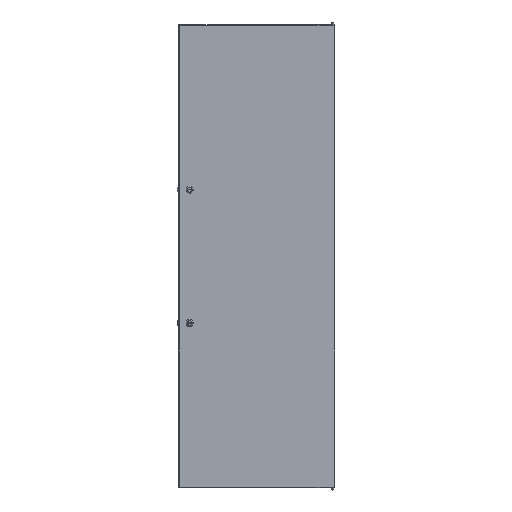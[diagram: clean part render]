
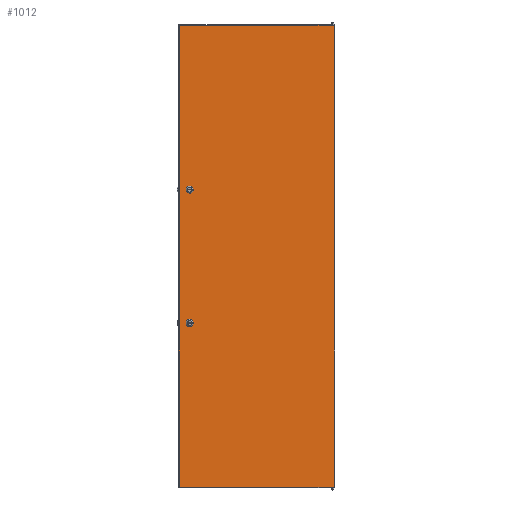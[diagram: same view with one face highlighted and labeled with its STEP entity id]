
A CAD part, top view. The second image highlights one B-rep face of the part: STEP entity #1012.
In plain terms, the highlighted planar face has unit normal (0, 0, 1).
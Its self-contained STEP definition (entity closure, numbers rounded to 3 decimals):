
#232 = CARTESIAN_POINT ( 'NONE',  ( 248.593, 748.944, 9.598 ) ) ;
#293 = FACE_BOUND ( 'NONE', #6378, .T. ) ;
#302 = ORIENTED_EDGE ( 'NONE', *, *, #932, .F. ) ;
#376 = CARTESIAN_POINT ( 'NONE',  ( -228.407, -222.68, 9.598 ) ) ;
#462 = LINE ( 'NONE', #376, #8116 ) ;
#533 = CARTESIAN_POINT ( 'NONE',  ( 249.38, 748.944, 9.598 ) ) ;
#534 = FACE_OUTER_BOUND ( 'NONE', #6338, .T. ) ;
#654 = AXIS2_PLACEMENT_3D ( 'NONE', #12313, #920, #14908 ) ;
#777 = CARTESIAN_POINT ( 'NONE',  ( -220.407, 215.444, 9.598 ) ) ;
#877 = CARTESIAN_POINT ( 'NONE',  ( -212.407, 220.567, 9.598 ) ) ;
#920 = DIRECTION ( 'NONE',  ( 0., 0., 1. ) ) ;
#932 = EDGE_CURVE ( 'NONE', #3978, #6853, #1190, .T. ) ;
#1012 = ADVANCED_FACE ( 'NONE', ( #293, #534, #5275 ), #10425, .T. ) ;
#1143 = CIRCLE ( 'NONE', #15221, 9.5 ) ;
#1157 = ORIENTED_EDGE ( 'NONE', *, *, #7213, .T. ) ;
#1190 = CIRCLE ( 'NONE', #654, 9.5 ) ;
#1197 = LINE ( 'NONE', #4775, #12406 ) ;
#1928 = ORIENTED_EDGE ( 'NONE', *, *, #4875, .T. ) ;
#2067 = CARTESIAN_POINT ( 'NONE',  ( 248.593, -751.056, 9.598 ) ) ;
#2124 = AXIS2_PLACEMENT_3D ( 'NONE', #4394, #10798, #9459 ) ;
#2733 = EDGE_CURVE ( 'NONE', #15431, #5445, #5955, .T. ) ;
#3124 = ORIENTED_EDGE ( 'NONE', *, *, #6518, .F. ) ;
#3301 = EDGE_CURVE ( 'NONE', #5445, #3978, #4951, .T. ) ;
#3600 = EDGE_CURVE ( 'NONE', #12471, #4733, #462, .T. ) ;
#3732 = ORIENTED_EDGE ( 'NONE', *, *, #11613, .T. ) ;
#3735 = EDGE_CURVE ( 'NONE', #7614, #7529, #11010, .T. ) ;
#3774 = VECTOR ( 'NONE', #12841, 1000. ) ;
#3978 = VERTEX_POINT ( 'NONE', #6744 ) ;
#4062 = ORIENTED_EDGE ( 'NONE', *, *, #9467, .T. ) ;
#4255 = VERTEX_POINT ( 'NONE', #15408 ) ;
#4394 = CARTESIAN_POINT ( 'NONE',  ( -220.407, -217.556, 9.598 ) ) ;
#4716 = EDGE_LOOP ( 'NONE', ( #7836, #8172, #12198, #3732 ) ) ;
#4733 = VERTEX_POINT ( 'NONE', #9124 ) ;
#4775 = CARTESIAN_POINT ( 'NONE',  ( -254.195, -751.056, 9.598 ) ) ;
#4875 = EDGE_CURVE ( 'NONE', #4255, #15429, #1197, .T. ) ;
#4951 = LINE ( 'NONE', #5943, #7041 ) ;
#5275 = FACE_BOUND ( 'NONE', #4716, .T. ) ;
#5445 = VERTEX_POINT ( 'NONE', #14077 ) ;
#5699 = EDGE_CURVE ( 'NONE', #7529, #12471, #1143, .T. ) ;
#5943 = CARTESIAN_POINT ( 'NONE',  ( -228.407, 220.567, 9.598 ) ) ;
#5955 = CIRCLE ( 'NONE', #10473, 9.5 ) ;
#5959 = CARTESIAN_POINT ( 'NONE',  ( -212.407, 220.567, 9.598 ) ) ;
#6323 = CARTESIAN_POINT ( 'NONE',  ( -212.407, -212.433, 9.598 ) ) ;
#6338 = EDGE_LOOP ( 'NONE', ( #4062, #1928, #1157, #9466 ) ) ;
#6378 = EDGE_LOOP ( 'NONE', ( #14054, #3124, #302, #12161 ) ) ;
#6503 = CARTESIAN_POINT ( 'NONE',  ( 248.593, -751.844, 9.598 ) ) ;
#6518 = EDGE_CURVE ( 'NONE', #6853, #15431, #8286, .T. ) ;
#6744 = CARTESIAN_POINT ( 'NONE',  ( -228.407, 210.32, 9.598 ) ) ;
#6853 = VERTEX_POINT ( 'NONE', #14612 ) ;
#7041 = VECTOR ( 'NONE', #10953, 1000. ) ;
#7213 = EDGE_CURVE ( 'NONE', #15429, #9516, #15267, .T. ) ;
#7529 = VERTEX_POINT ( 'NONE', #7658 ) ;
#7614 = VERTEX_POINT ( 'NONE', #6323 ) ;
#7658 = CARTESIAN_POINT ( 'NONE',  ( -212.407, -222.68, 9.598 ) ) ;
#7836 = ORIENTED_EDGE ( 'NONE', *, *, #3735, .T. ) ;
#8094 = DIRECTION ( 'NONE',  ( -1., 0., 0. ) ) ;
#8116 = VECTOR ( 'NONE', #13360, 1000. ) ;
#8172 = ORIENTED_EDGE ( 'NONE', *, *, #5699, .T. ) ;
#8179 = DIRECTION ( 'NONE',  ( 0., 0., 1. ) ) ;
#8286 = LINE ( 'NONE', #877, #9869 ) ;
#9124 = CARTESIAN_POINT ( 'NONE',  ( -228.407, -212.433, 9.598 ) ) ;
#9444 = DIRECTION ( 'NONE',  ( 1., 0., 0. ) ) ;
#9459 = DIRECTION ( 'NONE',  ( 1., 0., 0. ) ) ;
#9466 = ORIENTED_EDGE ( 'NONE', *, *, #10765, .T. ) ;
#9467 = EDGE_CURVE ( 'NONE', #15889, #4255, #15296, .T. ) ;
#9501 = LINE ( 'NONE', #533, #11443 ) ;
#9516 = VERTEX_POINT ( 'NONE', #232 ) ;
#9869 = VECTOR ( 'NONE', #13370, 1000. ) ;
#10425 = PLANE ( 'NONE',  #10474 ) ;
#10440 = CARTESIAN_POINT ( 'NONE',  ( -253.407, 749.732, 9.598 ) ) ;
#10473 = AXIS2_PLACEMENT_3D ( 'NONE', #777, #8179, #14598 ) ;
#10474 = AXIS2_PLACEMENT_3D ( 'NONE', #14270, #15687, #15609 ) ;
#10765 = EDGE_CURVE ( 'NONE', #9516, #15889, #9501, .T. ) ;
#10798 = DIRECTION ( 'NONE',  ( 0., 0., -1. ) ) ;
#10953 = DIRECTION ( 'NONE',  ( 0., -1., 0. ) ) ;
#11010 = LINE ( 'NONE', #13523, #13710 ) ;
#11252 = DIRECTION ( 'NONE',  ( 0., -1., 0. ) ) ;
#11443 = VECTOR ( 'NONE', #8094, 1000. ) ;
#11613 = EDGE_CURVE ( 'NONE', #4733, #7614, #15153, .T. ) ;
#12161 = ORIENTED_EDGE ( 'NONE', *, *, #3301, .F. ) ;
#12198 = ORIENTED_EDGE ( 'NONE', *, *, #3600, .T. ) ;
#12313 = CARTESIAN_POINT ( 'NONE',  ( -220.407, 215.444, 9.598 ) ) ;
#12406 = VECTOR ( 'NONE', #9444, 1000. ) ;
#12471 = VERTEX_POINT ( 'NONE', #16010 ) ;
#12630 = DIRECTION ( 'NONE',  ( 0., 0., -1. ) ) ;
#12720 = CARTESIAN_POINT ( 'NONE',  ( -220.407, -217.556, 9.598 ) ) ;
#12841 = DIRECTION ( 'NONE',  ( 0., 1., 0. ) ) ;
#13360 = DIRECTION ( 'NONE',  ( 0., 1., 0. ) ) ;
#13370 = DIRECTION ( 'NONE',  ( 0., 1., 0. ) ) ;
#13523 = CARTESIAN_POINT ( 'NONE',  ( -212.407, -222.68, 9.598 ) ) ;
#13540 = CARTESIAN_POINT ( 'NONE',  ( -253.407, 748.944, 9.598 ) ) ;
#13710 = VECTOR ( 'NONE', #11252, 1000. ) ;
#13728 = VECTOR ( 'NONE', #15213, 1000. ) ;
#14054 = ORIENTED_EDGE ( 'NONE', *, *, #2733, .F. ) ;
#14077 = CARTESIAN_POINT ( 'NONE',  ( -228.407, 220.567, 9.598 ) ) ;
#14270 = CARTESIAN_POINT ( 'NONE',  ( -2.407, -1.056, 9.598 ) ) ;
#14598 = DIRECTION ( 'NONE',  ( 1., 0., 0. ) ) ;
#14612 = CARTESIAN_POINT ( 'NONE',  ( -212.407, 210.32, 9.598 ) ) ;
#14908 = DIRECTION ( 'NONE',  ( 1., 0., 0. ) ) ;
#15060 = DIRECTION ( 'NONE',  ( 1., 0., 0. ) ) ;
#15153 = CIRCLE ( 'NONE', #2124, 9.5 ) ;
#15213 = DIRECTION ( 'NONE',  ( 0., -1., 0. ) ) ;
#15221 = AXIS2_PLACEMENT_3D ( 'NONE', #12720, #12630, #15060 ) ;
#15267 = LINE ( 'NONE', #6503, #3774 ) ;
#15296 = LINE ( 'NONE', #10440, #13728 ) ;
#15408 = CARTESIAN_POINT ( 'NONE',  ( -253.407, -751.056, 9.598 ) ) ;
#15429 = VERTEX_POINT ( 'NONE', #2067 ) ;
#15431 = VERTEX_POINT ( 'NONE', #5959 ) ;
#15609 = DIRECTION ( 'NONE',  ( 1., 0., 0. ) ) ;
#15687 = DIRECTION ( 'NONE',  ( 0., 0., 1. ) ) ;
#15889 = VERTEX_POINT ( 'NONE', #13540 ) ;
#16010 = CARTESIAN_POINT ( 'NONE',  ( -228.407, -222.68, 9.598 ) ) ;
